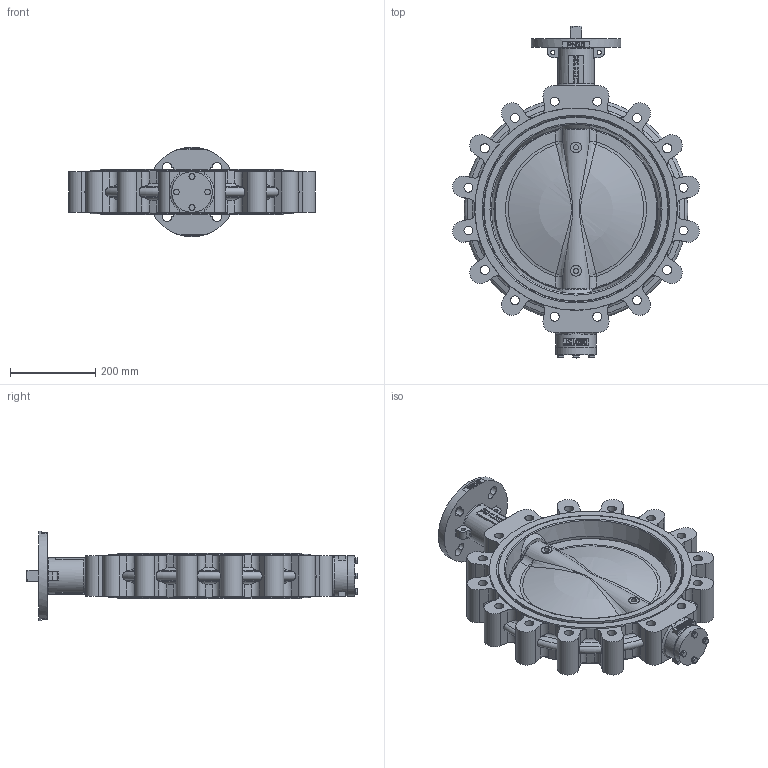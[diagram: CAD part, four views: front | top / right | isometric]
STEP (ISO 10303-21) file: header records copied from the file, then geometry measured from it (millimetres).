
FILE_DESCRIPTION(/* description */ (''),/* implementation_level */ '2;1');
FILE_NAME(/* name */ '6820-DN400-PN10.stp',/* time_stamp */ '2017-05-11T11:54:25+02:00',/* author */ ('nils.martens'),/* organization */ (''),/* preprocessor_version */ 'ST-DEVELOPER v16.5',/* originating_system */ 'Autodesk Inventor 2017',/* authorisation */ '');
FILE_SCHEMA (('AUTOMOTIVE_DESIGN { 1 0 10303 214 3 1 1 }'));
Length unit declared in the file: millimetre
Products named in the file (1): 6820-DN400
Bounding box: 579.42 x 779.55 x 210 mm (x, y, z)
Volume: 14110802.7 mm3; surface area: 1289565.7 mm2
Topology: 1 solids, 12 shells, 1064 faces, 2830 edges, 1826 vertices
Faces by surface type: plane 461, cylinder 227, bspline 178, torus 96, cone 88, sphere 14
Full cylindrical faces by diameter (mm): 6.8 x7, 8 x6, 8.4 x2, 8.68 x4, 10 x6, 12.88 x4, 15.37 x2, 21 x16, 45 x4, 51 x1, 85 x1, 95 x3, 97 x1, 210 x1, 432 x2, 435 x2, 475 x2
Entity records: 47802 total; most frequent: CARTESIAN_POINT 22334, ORIENTED_EDGE 5356, DIRECTION 4459, EDGE_CURVE 2676, VERTEX_POINT 1774, AXIS2_PLACEMENT_3D 1646, EDGE_LOOP 1266, LINE 1167
